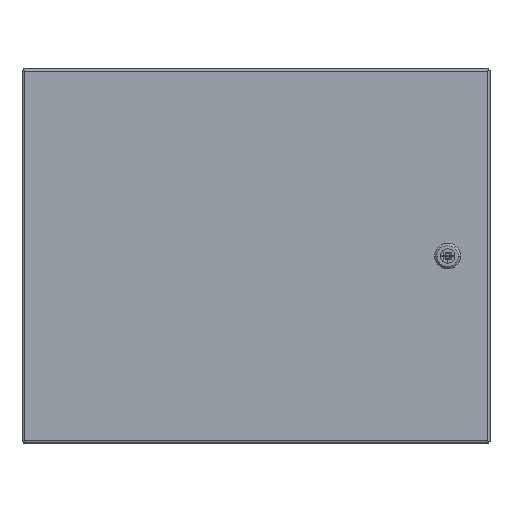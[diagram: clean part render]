
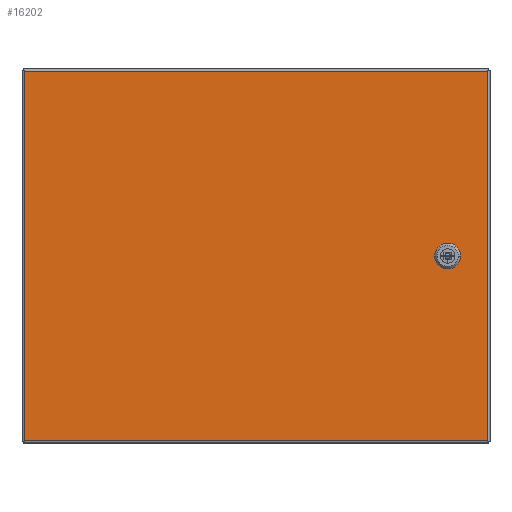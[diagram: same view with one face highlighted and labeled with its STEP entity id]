
A CAD part, front view. The second image highlights one B-rep face of the part: STEP entity #16202.
In plain terms, the highlighted planar face has unit normal (0, -1, 0).
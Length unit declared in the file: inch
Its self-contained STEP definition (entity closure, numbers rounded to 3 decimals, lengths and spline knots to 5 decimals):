
#420 = VERTEX_POINT ( 'NONE', #4539 ) ;
#591 = LINE ( 'NONE', #8398, #21296 ) ;
#683 = VECTOR ( 'NONE', #13318, 39.37008 ) ;
#800 = CARTESIAN_POINT ( 'NONE',  ( 9.901, -6.822, -7.899 ) ) ;
#1032 = CARTESIAN_POINT ( 'NONE',  ( 8.422, -6.822, 0.395 ) ) ;
#2392 = CARTESIAN_POINT ( 'NONE',  ( 7.7955, -6.822, -0.2315 ) ) ;
#2493 = CARTESIAN_POINT ( 'NONE',  ( 8.5865, -6.822, -0.2315 ) ) ;
#2974 = VECTOR ( 'NONE', #17835, 39.37008 ) ;
#3916 = EDGE_CURVE ( 'NONE', #4476, #19119, #6520, .T. ) ;
#4016 = CARTESIAN_POINT ( 'NONE',  ( 7.96, -6.822, 0.395 ) ) ;
#4306 = DIRECTION ( 'NONE',  ( 1., 0., 0. ) ) ;
#4354 = CARTESIAN_POINT ( 'NONE',  ( -9.896, -6.822, -7.899 ) ) ;
#4365 = VERTEX_POINT ( 'NONE', #17490 ) ;
#4476 = VERTEX_POINT ( 'NONE', #12620 ) ;
#4539 = CARTESIAN_POINT ( 'NONE',  ( 9.901, -6.822, 7.898 ) ) ;
#4612 = CARTESIAN_POINT ( 'NONE',  ( -9.896, -6.822, 7.898 ) ) ;
#4759 = ORIENTED_EDGE ( 'NONE', *, *, #8347, .T. ) ;
#4778 = CARTESIAN_POINT ( 'NONE',  ( 7.96, -6.822, -0.396 ) ) ;
#4820 = DIRECTION ( 'NONE',  ( 0.707, 0., -0.707 ) ) ;
#4865 = VERTEX_POINT ( 'NONE', #21127 ) ;
#4900 = FACE_BOUND ( 'NONE', #19874, .T. ) ;
#5600 = VERTEX_POINT ( 'NONE', #13496 ) ;
#5718 = VECTOR ( 'NONE', #17783, 39.37008 ) ;
#5950 = CARTESIAN_POINT ( 'NONE',  ( -9.896, -6.822, -7.899 ) ) ;
#6366 = CARTESIAN_POINT ( 'NONE',  ( 7.7955, -6.822, 0.2305 ) ) ;
#6520 = LINE ( 'NONE', #4778, #5718 ) ;
#6727 = CARTESIAN_POINT ( 'NONE',  ( 7.96, -6.822, 0.395 ) ) ;
#6753 = CARTESIAN_POINT ( 'NONE',  ( -9.896, -6.822, -7.899 ) ) ;
#7103 = EDGE_CURVE ( 'NONE', #15880, #5600, #7443, .T. ) ;
#7443 = LINE ( 'NONE', #1032, #16418 ) ;
#7667 = CARTESIAN_POINT ( 'NONE',  ( 7.96, -6.822, -0.396 ) ) ;
#8047 = EDGE_CURVE ( 'NONE', #420, #19362, #21174, .T. ) ;
#8235 = VECTOR ( 'NONE', #11192, 39.37008 ) ;
#8253 = EDGE_CURVE ( 'NONE', #15830, #4476, #591, .T. ) ;
#8342 = LINE ( 'NONE', #6727, #683 ) ;
#8347 = EDGE_CURVE ( 'NONE', #14775, #420, #14021, .T. ) ;
#8398 = CARTESIAN_POINT ( 'NONE',  ( 8.5865, -6.822, -0.2315 ) ) ;
#8412 = ORIENTED_EDGE ( 'NONE', *, *, #12895, .T. ) ;
#8791 = ORIENTED_EDGE ( 'NONE', *, *, #14905, .T. ) ;
#8830 = DIRECTION ( 'NONE',  ( -0.707, 0., -0.707 ) ) ;
#8856 = EDGE_CURVE ( 'NONE', #4865, #15830, #10657, .T. ) ;
#9001 = DIRECTION ( 'NONE',  ( -0.707, 0., 0.707 ) ) ;
#9039 = CARTESIAN_POINT ( 'NONE',  ( 7.7955, -6.822, -0.2315 ) ) ;
#9227 = CARTESIAN_POINT ( 'NONE',  ( 8.5865, -6.822, -0.2315 ) ) ;
#9715 = AXIS2_PLACEMENT_3D ( 'NONE', #6753, #13343, #18121 ) ;
#10017 = ORIENTED_EDGE ( 'NONE', *, *, #7103, .T. ) ;
#10657 = LINE ( 'NONE', #9227, #17885 ) ;
#10718 = ORIENTED_EDGE ( 'NONE', *, *, #14323, .T. ) ;
#10785 = DIRECTION ( 'NONE',  ( 0., 0., 1. ) ) ;
#11192 = DIRECTION ( 'NONE',  ( 0., 0., -1. ) ) ;
#11519 = PLANE ( 'NONE',  #9715 ) ;
#12062 = VECTOR ( 'NONE', #17624, 39.37008 ) ;
#12115 = VERTEX_POINT ( 'NONE', #4354 ) ;
#12235 = EDGE_CURVE ( 'NONE', #19362, #12115, #12810, .T. ) ;
#12424 = EDGE_LOOP ( 'NONE', ( #4759, #18883, #18272, #10718 ) ) ;
#12620 = CARTESIAN_POINT ( 'NONE',  ( 8.422, -6.822, -0.396 ) ) ;
#12810 = LINE ( 'NONE', #21233, #8235 ) ;
#12895 = EDGE_CURVE ( 'NONE', #17999, #4365, #19246, .T. ) ;
#13318 = DIRECTION ( 'NONE',  ( 0.707, 0., 0.707 ) ) ;
#13343 = DIRECTION ( 'NONE',  ( 0., -1., 0. ) ) ;
#13496 = CARTESIAN_POINT ( 'NONE',  ( 8.422, -6.822, 0.395 ) ) ;
#13793 = EDGE_CURVE ( 'NONE', #19119, #17999, #17237, .T. ) ;
#14021 = LINE ( 'NONE', #800, #19930 ) ;
#14323 = EDGE_CURVE ( 'NONE', #12115, #14775, #20762, .T. ) ;
#14492 = VECTOR ( 'NONE', #4820, 39.37008 ) ;
#14564 = CARTESIAN_POINT ( 'NONE',  ( 8.422, -6.822, 0.395 ) ) ;
#14690 = EDGE_CURVE ( 'NONE', #5600, #4865, #16516, .T. ) ;
#14775 = VERTEX_POINT ( 'NONE', #17240 ) ;
#14905 = EDGE_CURVE ( 'NONE', #4365, #15880, #8342, .T. ) ;
#15509 = CARTESIAN_POINT ( 'NONE',  ( -9.896, -6.822, 7.898 ) ) ;
#15830 = VERTEX_POINT ( 'NONE', #2493 ) ;
#15880 = VERTEX_POINT ( 'NONE', #4016 ) ;
#16015 = ORIENTED_EDGE ( 'NONE', *, *, #8856, .T. ) ;
#16202 = ADVANCED_FACE ( 'NONE', ( #19734, #4900 ), #11519, .T. ) ;
#16418 = VECTOR ( 'NONE', #20640, 39.37008 ) ;
#16516 = LINE ( 'NONE', #14564, #14492 ) ;
#17142 = DIRECTION ( 'NONE',  ( 0., 0., -1. ) ) ;
#17237 = LINE ( 'NONE', #2392, #17255 ) ;
#17240 = CARTESIAN_POINT ( 'NONE',  ( 9.901, -6.822, -7.899 ) ) ;
#17255 = VECTOR ( 'NONE', #9001, 39.37008 ) ;
#17350 = ORIENTED_EDGE ( 'NONE', *, *, #13793, .T. ) ;
#17490 = CARTESIAN_POINT ( 'NONE',  ( 7.7955, -6.822, 0.2305 ) ) ;
#17624 = DIRECTION ( 'NONE',  ( 0., 0., 1. ) ) ;
#17783 = DIRECTION ( 'NONE',  ( -1., 0., 0. ) ) ;
#17799 = ORIENTED_EDGE ( 'NONE', *, *, #3916, .T. ) ;
#17835 = DIRECTION ( 'NONE',  ( -1., 0., 0. ) ) ;
#17885 = VECTOR ( 'NONE', #17142, 39.37008 ) ;
#17999 = VERTEX_POINT ( 'NONE', #9039 ) ;
#18121 = DIRECTION ( 'NONE',  ( 0., 0., -1. ) ) ;
#18272 = ORIENTED_EDGE ( 'NONE', *, *, #12235, .T. ) ;
#18663 = VECTOR ( 'NONE', #4306, 39.37008 ) ;
#18883 = ORIENTED_EDGE ( 'NONE', *, *, #8047, .T. ) ;
#19119 = VERTEX_POINT ( 'NONE', #7667 ) ;
#19246 = LINE ( 'NONE', #6366, #12062 ) ;
#19362 = VERTEX_POINT ( 'NONE', #15509 ) ;
#19613 = ORIENTED_EDGE ( 'NONE', *, *, #14690, .T. ) ;
#19734 = FACE_OUTER_BOUND ( 'NONE', #12424, .T. ) ;
#19806 = ORIENTED_EDGE ( 'NONE', *, *, #8253, .T. ) ;
#19874 = EDGE_LOOP ( 'NONE', ( #8412, #8791, #10017, #19613, #16015, #19806, #17799, #17350 ) ) ;
#19930 = VECTOR ( 'NONE', #10785, 39.37008 ) ;
#20640 = DIRECTION ( 'NONE',  ( 1., 0., 0. ) ) ;
#20762 = LINE ( 'NONE', #5950, #18663 ) ;
#21127 = CARTESIAN_POINT ( 'NONE',  ( 8.5865, -6.822, 0.2305 ) ) ;
#21174 = LINE ( 'NONE', #4612, #2974 ) ;
#21233 = CARTESIAN_POINT ( 'NONE',  ( -9.896, -6.822, -7.899 ) ) ;
#21296 = VECTOR ( 'NONE', #8830, 39.37008 ) ;
